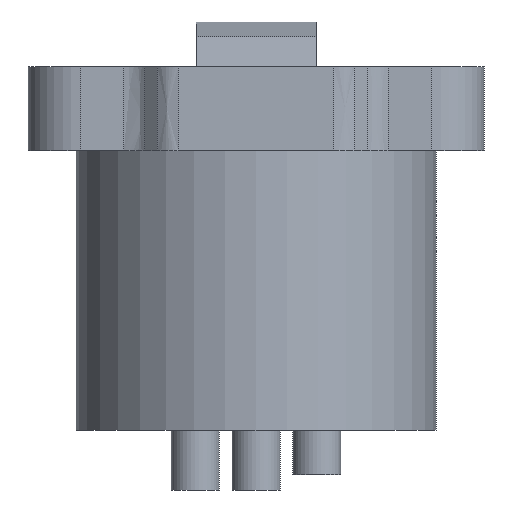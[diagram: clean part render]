
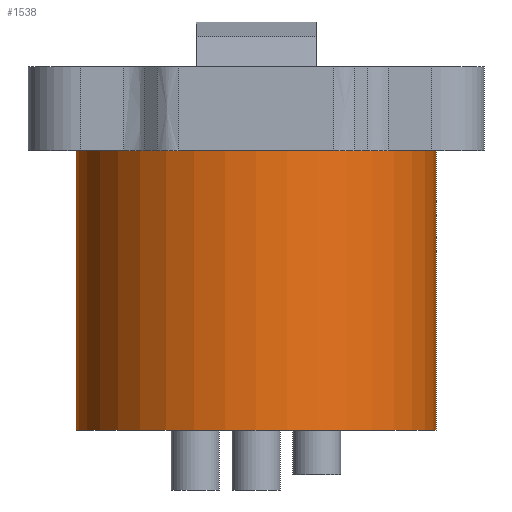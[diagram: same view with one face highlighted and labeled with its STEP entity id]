
A CAD part, front view. The second image highlights one B-rep face of the part: STEP entity #1538.
In plain terms, the highlighted cylindrical face has radius 12 mm (diameter 24 mm), a partial arc.
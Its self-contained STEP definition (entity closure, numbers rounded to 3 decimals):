
#289=CARTESIAN_POINT('',(0.,0.,0.));
#290=DIRECTION('',(0.,0.,-1.));
#291=DIRECTION('',(1.,0.,0.));
#292=AXIS2_PLACEMENT_3D('',#289,#290,#291);
#445=DIRECTION('',(0.,0.,-1.));
#446=VECTOR('',#445,18.6);
#447=CARTESIAN_POINT('',(-12.,0.,0.));
#448=LINE('',#447,#446);
#449=DIRECTION('',(0.,0.,-1.));
#450=VECTOR('',#449,18.6);
#451=CARTESIAN_POINT('',(12.,0.,0.));
#452=LINE('',#451,#450);
#458=CARTESIAN_POINT('',(0.,0.,-18.6));
#459=DIRECTION('',(0.,0.,-1.));
#460=DIRECTION('',(1.,0.,0.));
#461=AXIS2_PLACEMENT_3D('',#458,#459,#460);
#849=CARTESIAN_POINT('',(-12.,0.,-18.6));
#850=CARTESIAN_POINT('',(12.,0.,-18.6));
#851=VERTEX_POINT('',#849);
#852=VERTEX_POINT('',#850);
#853=CARTESIAN_POINT('',(-12.,0.,0.));
#854=CARTESIAN_POINT('',(12.,0.,0.));
#855=VERTEX_POINT('',#853);
#856=VERTEX_POINT('',#854);
#1526=CARTESIAN_POINT('',(0.,0.,0.));
#1527=DIRECTION('',(0.,0.,-1.));
#1528=DIRECTION('',(-1.,0.,0.));
#1529=AXIS2_PLACEMENT_3D('',#1526,#1527,#1528);
#1530=CYLINDRICAL_SURFACE('',#1529,12.);
#1531=ORIENTED_EDGE('',*,*,#1105,.F.);
#1532=ORIENTED_EDGE('',*,*,#1521,.T.);
#1534=ORIENTED_EDGE('',*,*,#1533,.T.);
#1535=ORIENTED_EDGE('',*,*,#1517,.F.);
#1536=EDGE_LOOP('',(#1531,#1532,#1534,#1535));
#1537=FACE_OUTER_BOUND('',#1536,.F.);
#1538=ADVANCED_FACE('',(#1537),#1530,.T.);
#293=CIRCLE('',#292,12.);
#462=CIRCLE('',#461,12.);
#1105=EDGE_CURVE('',#856,#855,#293,.T.);
#1517=EDGE_CURVE('',#855,#851,#448,.T.);
#1521=EDGE_CURVE('',#856,#852,#452,.T.);
#1533=EDGE_CURVE('',#852,#851,#462,.T.);
